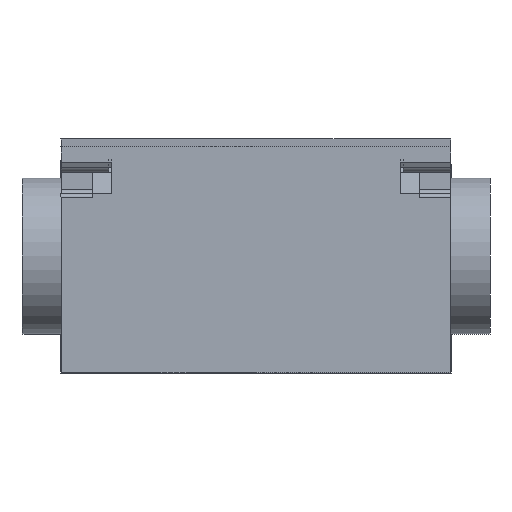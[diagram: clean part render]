
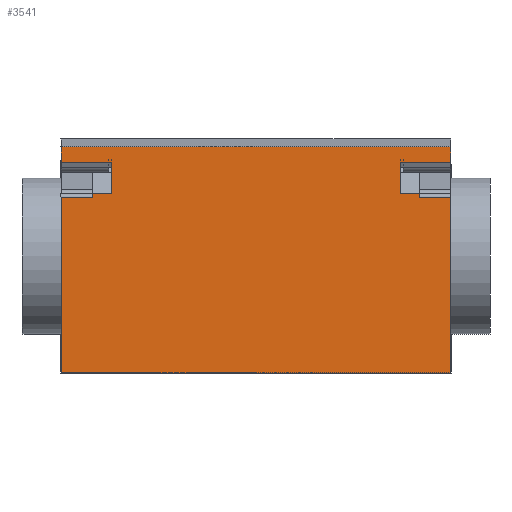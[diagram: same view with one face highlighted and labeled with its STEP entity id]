
A CAD part, front view. The second image highlights one B-rep face of the part: STEP entity #3541.
In plain terms, the highlighted planar face has unit normal (0, -1, 0).
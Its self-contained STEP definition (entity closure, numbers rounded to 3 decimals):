
#2842=CARTESIAN_POINT('',(43.5,0.,22.999));
#2843=VERTEX_POINT('',#2842);
#2877=CARTESIAN_POINT('',(43.5,0.,27.));
#2878=VERTEX_POINT('',#2877);
#2885=CARTESIAN_POINT('',(43.5,0.,22.999));
#2886=DIRECTION('',(0.0,0.0,1.0));
#2887=VECTOR('',#2886,4.001);
#2888=LINE('',#2885,#2887);
#2889=EDGE_CURVE('',#2843,#2878,#2888,.T.);
#2899=CARTESIAN_POINT('',(6.5,0.,27.));
#2900=VERTEX_POINT('',#2899);
#2936=CARTESIAN_POINT('',(6.5,0.,22.999));
#2937=VERTEX_POINT('',#2936);
#2944=CARTESIAN_POINT('',(6.5,0.,27.));
#2945=DIRECTION('',(0.0,0.0,-1.0));
#2946=VECTOR('',#2945,4.001);
#2947=LINE('',#2944,#2946);
#2948=EDGE_CURVE('',#2900,#2937,#2947,.T.);
#3012=CARTESIAN_POINT('',(0.0,0.,27.));
#3013=VERTEX_POINT('',#3012);
#3020=CARTESIAN_POINT('',(0.0,0.,29.));
#3021=VERTEX_POINT('',#3020);
#3022=CARTESIAN_POINT('',(0.0,0.,27.));
#3023=DIRECTION('',(0.0,0.0,1.0));
#3024=VECTOR('',#3023,2.0);
#3025=LINE('',#3022,#3024);
#3026=EDGE_CURVE('',#3013,#3021,#3025,.T.);
#3062=CARTESIAN_POINT('',(0.0,0.,0.));
#3063=VERTEX_POINT('',#3062);
#3070=CARTESIAN_POINT('',(0.0,0.,22.5));
#3071=VERTEX_POINT('',#3070);
#3072=CARTESIAN_POINT('',(0.0,0.,0.));
#3073=DIRECTION('',(0.0,0.0,1.0));
#3074=VECTOR('',#3073,22.5);
#3075=LINE('',#3072,#3074);
#3076=EDGE_CURVE('',#3063,#3071,#3075,.T.);
#3121=CARTESIAN_POINT('',(6.5,0.,27.));
#3122=DIRECTION('',(-1.0,0.0,0.0));
#3123=VECTOR('',#3122,6.5);
#3124=LINE('',#3121,#3123);
#3125=EDGE_CURVE('',#2900,#3013,#3124,.T.);
#3354=CARTESIAN_POINT('',(4.0,0.,22.5));
#3355=VERTEX_POINT('',#3354);
#3363=CARTESIAN_POINT('',(4.0,0.,22.999));
#3364=VERTEX_POINT('',#3363);
#3365=CARTESIAN_POINT('',(4.0,0.,22.5));
#3366=DIRECTION('',(0.0,0.0,1.0));
#3367=VECTOR('',#3366,0.499);
#3368=LINE('',#3365,#3367);
#3369=EDGE_CURVE('',#3355,#3364,#3368,.T.);
#3397=CARTESIAN_POINT('',(6.5,0.,22.999));
#3398=DIRECTION('',(-1.0,0.0,0.0));
#3399=VECTOR('',#3398,2.5);
#3400=LINE('',#3397,#3399);
#3401=EDGE_CURVE('',#2937,#3364,#3400,.T.);
#3431=CARTESIAN_POINT('',(0.0,0.,22.5));
#3432=DIRECTION('',(1.0,0.0,0.0));
#3433=VECTOR('',#3432,4.0);
#3434=LINE('',#3431,#3433);
#3435=EDGE_CURVE('',#3071,#3355,#3434,.T.);
#3447=CARTESIAN_POINT('',(50.,0.,29.));
#3448=VERTEX_POINT('',#3447);
#3449=CARTESIAN_POINT('',(0.0,0.,29.));
#3450=DIRECTION('',(1.0,0.0,0.0));
#3451=VECTOR('',#3450,50.);
#3452=LINE('',#3449,#3451);
#3453=EDGE_CURVE('',#3021,#3448,#3452,.T.);
#3473=CARTESIAN_POINT('',(41.1,0.,0.));
#3474=DIRECTION('',(0.0,-1.0,0.0));
#3475=DIRECTION('',(0.0,0.0,1.0));
#3476=AXIS2_PLACEMENT_3D('',#3473,#3474,#3475);
#3477=PLANE('',#3476);
#3478=CARTESIAN_POINT('',(50.,0.,0.));
#3479=VERTEX_POINT('',#3478);
#3480=CARTESIAN_POINT('',(0.0,0.,0.));
#3481=DIRECTION('',(1.0,0.0,0.0));
#3482=VECTOR('',#3481,50.);
#3483=LINE('',#3480,#3482);
#3484=EDGE_CURVE('',#3063,#3479,#3483,.T.);
#3485=ORIENTED_EDGE('',*,*,#3484,.T.);
#3486=CARTESIAN_POINT('',(50.,0.,22.5));
#3487=VERTEX_POINT('',#3486);
#3488=CARTESIAN_POINT('',(50.,0.,0.));
#3489=DIRECTION('',(0.0,0.0,1.0));
#3490=VECTOR('',#3489,22.5);
#3491=LINE('',#3488,#3490);
#3492=EDGE_CURVE('',#3479,#3487,#3491,.T.);
#3493=ORIENTED_EDGE('',*,*,#3492,.T.);
#3494=CARTESIAN_POINT('',(46.,0.,22.5));
#3495=VERTEX_POINT('',#3494);
#3496=CARTESIAN_POINT('',(50.,0.,22.5));
#3497=DIRECTION('',(-1.0,0.0,0.0));
#3498=VECTOR('',#3497,4.0);
#3499=LINE('',#3496,#3498);
#3500=EDGE_CURVE('',#3487,#3495,#3499,.T.);
#3501=ORIENTED_EDGE('',*,*,#3500,.T.);
#3502=CARTESIAN_POINT('',(46.,0.,22.999));
#3503=VERTEX_POINT('',#3502);
#3504=CARTESIAN_POINT('',(46.,0.,22.5));
#3505=DIRECTION('',(0.0,0.0,1.0));
#3506=VECTOR('',#3505,0.499);
#3507=LINE('',#3504,#3506);
#3508=EDGE_CURVE('',#3495,#3503,#3507,.T.);
#3509=ORIENTED_EDGE('',*,*,#3508,.T.);
#3510=CARTESIAN_POINT('',(43.5,0.,22.999));
#3511=DIRECTION('',(1.0,0.0,0.0));
#3512=VECTOR('',#3511,2.5);
#3513=LINE('',#3510,#3512);
#3514=EDGE_CURVE('',#2843,#3503,#3513,.T.);
#3515=ORIENTED_EDGE('',*,*,#3514,.F.);
#3516=ORIENTED_EDGE('',*,*,#2889,.T.);
#3517=CARTESIAN_POINT('',(50.,0.,27.));
#3518=VERTEX_POINT('',#3517);
#3519=CARTESIAN_POINT('',(43.5,0.,27.));
#3520=DIRECTION('',(1.0,0.0,0.0));
#3521=VECTOR('',#3520,6.5);
#3522=LINE('',#3519,#3521);
#3523=EDGE_CURVE('',#2878,#3518,#3522,.T.);
#3524=ORIENTED_EDGE('',*,*,#3523,.T.);
#3525=CARTESIAN_POINT('',(50.,0.,27.));
#3526=DIRECTION('',(0.0,0.0,1.0));
#3527=VECTOR('',#3526,2.0);
#3528=LINE('',#3525,#3527);
#3529=EDGE_CURVE('',#3518,#3448,#3528,.T.);
#3530=ORIENTED_EDGE('',*,*,#3529,.T.);
#3531=ORIENTED_EDGE('',*,*,#3453,.F.);
#3532=ORIENTED_EDGE('',*,*,#3026,.F.);
#3533=ORIENTED_EDGE('',*,*,#3125,.F.);
#3534=ORIENTED_EDGE('',*,*,#2948,.T.);
#3535=ORIENTED_EDGE('',*,*,#3401,.T.);
#3536=ORIENTED_EDGE('',*,*,#3369,.F.);
#3537=ORIENTED_EDGE('',*,*,#3435,.F.);
#3538=ORIENTED_EDGE('',*,*,#3076,.F.);
#3539=EDGE_LOOP('',(#3485,#3493,#3501,#3509,#3515,#3516,#3524,#3530,#3531,#3532,#3533,#3534,#3535,#3536,#3537,#3538));
#3540=FACE_OUTER_BOUND('',#3539,.T.);
#3541=ADVANCED_FACE('',(#3540),#3477,.T.);
